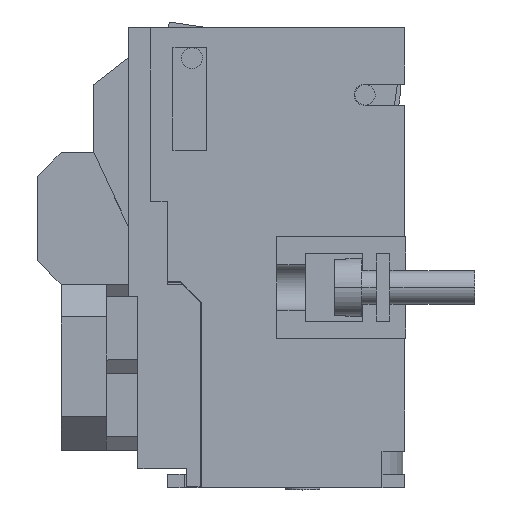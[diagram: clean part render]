
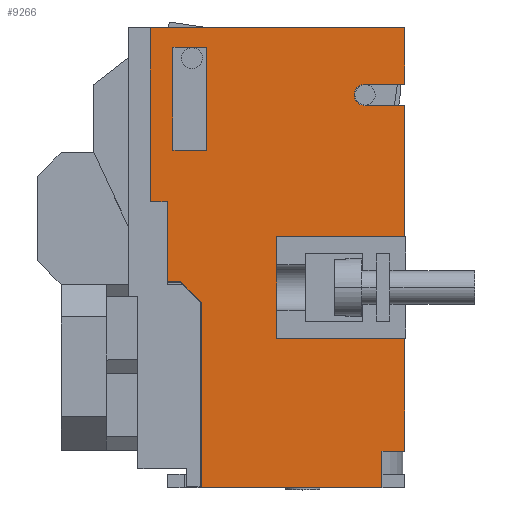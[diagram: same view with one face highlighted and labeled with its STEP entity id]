
A CAD part, top view. The second image highlights one B-rep face of the part: STEP entity #9266.
In plain terms, the highlighted planar face has unit normal (0, 0, 1).
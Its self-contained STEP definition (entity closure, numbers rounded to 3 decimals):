
#418=DIRECTION('',(1.,0.,0.));
#419=VECTOR('',#418,3.5);
#420=CARTESIAN_POINT('',(29.,35.9,25.2));
#421=LINE('',#420,#419);
#1897=DIRECTION('',(0.,-1.,0.));
#1898=VECTOR('',#1897,9.1);
#1899=CARTESIAN_POINT('',(12.,39.15,25.2));
#1900=LINE('',#1899,#1898);
#1904=DIRECTION('',(1.,0.,0.));
#1905=VECTOR('',#1904,3.);
#1906=CARTESIAN_POINT('',(12.,30.05,25.2));
#1907=LINE('',#1906,#1905);
#1911=DIRECTION('',(0.,1.,0.));
#1912=VECTOR('',#1911,9.1);
#1913=CARTESIAN_POINT('',(15.,30.05,25.2));
#1914=LINE('',#1913,#1912);
#1918=DIRECTION('',(-1.,0.,0.));
#1919=VECTOR('',#1918,3.);
#1920=CARTESIAN_POINT('',(15.,39.15,25.2));
#1921=LINE('',#1920,#1919);
#1925=DIRECTION('',(1.,0.,0.));
#1926=VECTOR('',#1925,0.2);
#1927=CARTESIAN_POINT('',(10.,40.89,25.2));
#1928=LINE('',#1927,#1926);
#1932=DIRECTION('',(0.,-1.,0.));
#1933=VECTOR('',#1932,0.01);
#1934=CARTESIAN_POINT('',(10.2,40.9,25.2));
#1935=LINE('',#1934,#1933);
#1939=DIRECTION('',(-1.,0.,0.));
#1940=VECTOR('',#1939,22.3);
#1941=CARTESIAN_POINT('',(32.5,40.9,25.2));
#1942=LINE('',#1941,#1940);
#1946=DIRECTION('',(0.,1.,0.));
#1947=VECTOR('',#1946,5.);
#1948=CARTESIAN_POINT('',(32.5,35.9,25.2));
#1949=LINE('',#1948,#1947);
#1953=CARTESIAN_POINT('',(29.,34.95,25.2));
#1954=DIRECTION('',(0.,0.,1.));
#1955=DIRECTION('',(0.,1.,0.));
#1956=AXIS2_PLACEMENT_3D('',#1953,#1954,#1955);
#1961=DIRECTION('',(-1.,0.,0.));
#1962=VECTOR('',#1961,3.5);
#1963=CARTESIAN_POINT('',(32.5,34.,25.2));
#1964=LINE('',#1963,#1962);
#1968=DIRECTION('',(0.,1.,0.));
#1969=VECTOR('',#1968,11.6);
#1970=CARTESIAN_POINT('',(32.5,22.4,25.2));
#1971=LINE('',#1970,#1969);
#1975=DIRECTION('',(-1.,0.,0.));
#1976=VECTOR('',#1975,11.3);
#1977=CARTESIAN_POINT('',(32.5,22.4,25.2));
#1978=LINE('',#1977,#1976);
#1982=DIRECTION('',(0.,1.,0.));
#1983=VECTOR('',#1982,9.);
#1984=CARTESIAN_POINT('',(21.2,13.4,25.2));
#1985=LINE('',#1984,#1983);
#1989=DIRECTION('',(-1.,0.,0.));
#1990=VECTOR('',#1989,11.3);
#1991=CARTESIAN_POINT('',(32.5,13.4,25.2));
#1992=LINE('',#1991,#1990);
#1996=DIRECTION('',(0.,1.,0.));
#1997=VECTOR('',#1996,10.);
#1998=CARTESIAN_POINT('',(32.5,3.4,25.2));
#1999=LINE('',#1998,#1997);
#2003=DIRECTION('',(-1.,0.,0.));
#2004=VECTOR('',#2003,2.);
#2005=CARTESIAN_POINT('',(32.5,3.4,25.2));
#2006=LINE('',#2005,#2004);
#2010=DIRECTION('',(0.,1.,0.));
#2011=VECTOR('',#2010,3.2);
#2012=CARTESIAN_POINT('',(30.5,0.2,25.2));
#2013=LINE('',#2012,#2011);
#2017=DIRECTION('',(1.,0.,0.));
#2018=VECTOR('',#2017,16.);
#2019=CARTESIAN_POINT('',(14.5,0.2,25.2));
#2020=LINE('',#2019,#2018);
#2024=DIRECTION('',(0.,1.,0.));
#2025=VECTOR('',#2024,16.4);
#2026=CARTESIAN_POINT('',(14.5,0.2,25.2));
#2027=LINE('',#2026,#2025);
#2031=DIRECTION('',(-0.707,0.707,0.));
#2032=VECTOR('',#2031,2.546);
#2033=CARTESIAN_POINT('',(14.5,16.6,25.2));
#2034=LINE('',#2033,#2032);
#2038=DIRECTION('',(0.,1.,0.));
#2039=VECTOR('',#2038,7.1);
#2040=CARTESIAN_POINT('',(11.5,18.4,25.2));
#2041=LINE('',#2040,#2039);
#2045=DIRECTION('',(-1.,0.,0.));
#2046=VECTOR('',#2045,1.5);
#2047=CARTESIAN_POINT('',(11.5,25.5,25.2));
#2048=LINE('',#2047,#2046);
#2052=DIRECTION('',(0.,1.,0.));
#2053=VECTOR('',#2052,15.39);
#2054=CARTESIAN_POINT('',(10.,25.5,25.2));
#2055=LINE('',#2054,#2053);
#2756=DIRECTION('',(1.,0.,0.));
#2757=VECTOR('',#2756,1.2);
#2758=CARTESIAN_POINT('',(11.5,18.4,25.2));
#2759=LINE('',#2758,#2757);
#6448=CARTESIAN_POINT('',(32.5,40.9,25.2));
#6450=VERTEX_POINT('',#6448);
#6567=CARTESIAN_POINT('',(32.5,3.4,25.2));
#6568=CARTESIAN_POINT('',(30.5,3.4,25.2));
#6569=VERTEX_POINT('',#6567);
#6570=VERTEX_POINT('',#6568);
#6599=CARTESIAN_POINT('',(30.5,0.2,25.2));
#6600=VERTEX_POINT('',#6599);
#6691=CARTESIAN_POINT('',(29.,35.9,25.2));
#6692=CARTESIAN_POINT('',(29.,34.,25.2));
#6693=VERTEX_POINT('',#6691);
#6694=VERTEX_POINT('',#6692);
#6695=CARTESIAN_POINT('',(32.5,34.,25.2));
#6696=VERTEX_POINT('',#6695);
#6699=CARTESIAN_POINT('',(32.5,35.9,25.2));
#6701=VERTEX_POINT('',#6699);
#6987=CARTESIAN_POINT('',(12.,39.15,25.2));
#6988=CARTESIAN_POINT('',(12.,30.05,25.2));
#6989=VERTEX_POINT('',#6987);
#6990=VERTEX_POINT('',#6988);
#6991=CARTESIAN_POINT('',(15.,30.05,25.2));
#6992=VERTEX_POINT('',#6991);
#6993=CARTESIAN_POINT('',(15.,39.15,25.2));
#6994=VERTEX_POINT('',#6993);
#7003=CARTESIAN_POINT('',(11.5,25.5,25.2));
#7004=CARTESIAN_POINT('',(10.,25.5,25.2));
#7005=VERTEX_POINT('',#7003);
#7006=VERTEX_POINT('',#7004);
#7019=CARTESIAN_POINT('',(14.5,0.2,25.2));
#7020=CARTESIAN_POINT('',(14.5,16.6,25.2));
#7021=VERTEX_POINT('',#7019);
#7022=VERTEX_POINT('',#7020);
#7023=CARTESIAN_POINT('',(12.7,18.4,25.2));
#7024=VERTEX_POINT('',#7023);
#7025=CARTESIAN_POINT('',(11.5,18.4,25.2));
#7026=VERTEX_POINT('',#7025);
#7191=CARTESIAN_POINT('',(21.2,13.4,25.2));
#7192=CARTESIAN_POINT('',(21.2,22.4,25.2));
#7193=VERTEX_POINT('',#7191);
#7194=VERTEX_POINT('',#7192);
#7235=CARTESIAN_POINT('',(32.5,13.4,25.2));
#7236=CARTESIAN_POINT('',(32.5,22.4,25.2));
#7237=VERTEX_POINT('',#7235);
#7238=VERTEX_POINT('',#7236);
#7551=CARTESIAN_POINT('',(10.,40.89,25.2));
#7552=CARTESIAN_POINT('',(10.2,40.89,25.2));
#7553=VERTEX_POINT('',#7551);
#7554=VERTEX_POINT('',#7552);
#7555=CARTESIAN_POINT('',(10.2,40.9,25.2));
#7556=VERTEX_POINT('',#7555);
#9213=CARTESIAN_POINT('',(0.,0.,25.2));
#9214=DIRECTION('',(0.,0.,1.));
#9215=DIRECTION('',(1.,0.,0.));
#9216=AXIS2_PLACEMENT_3D('',#9213,#9214,#9215);
#9217=PLANE('',#9216);
#9219=ORIENTED_EDGE('',*,*,#9218,.T.);
#9221=ORIENTED_EDGE('',*,*,#9220,.F.);
#9223=ORIENTED_EDGE('',*,*,#9222,.F.);
#9224=ORIENTED_EDGE('',*,*,#7725,.F.);
#9225=ORIENTED_EDGE('',*,*,#7834,.F.);
#9227=ORIENTED_EDGE('',*,*,#9226,.T.);
#9229=ORIENTED_EDGE('',*,*,#9228,.F.);
#9230=ORIENTED_EDGE('',*,*,#7785,.F.);
#9232=ORIENTED_EDGE('',*,*,#9231,.T.);
#9234=ORIENTED_EDGE('',*,*,#9233,.F.);
#9236=ORIENTED_EDGE('',*,*,#9235,.F.);
#9237=ORIENTED_EDGE('',*,*,#7805,.F.);
#9239=ORIENTED_EDGE('',*,*,#9238,.T.);
#9240=ORIENTED_EDGE('',*,*,#9202,.F.);
#9241=ORIENTED_EDGE('',*,*,#7665,.F.);
#9243=ORIENTED_EDGE('',*,*,#9242,.T.);
#9245=ORIENTED_EDGE('',*,*,#9244,.T.);
#9247=ORIENTED_EDGE('',*,*,#9246,.F.);
#9249=ORIENTED_EDGE('',*,*,#9248,.T.);
#9251=ORIENTED_EDGE('',*,*,#9250,.T.);
#9253=ORIENTED_EDGE('',*,*,#9252,.T.);
#9254=EDGE_LOOP('',(#9219,#9221,#9223,#9224,#9225,#9227,#9229,#9230,#9232,#9234,
#9236,#9237,#9239,#9240,#9241,#9243,#9245,#9247,#9249,#9251,#9253));
#9255=FACE_OUTER_BOUND('',#9254,.F.);
#9257=ORIENTED_EDGE('',*,*,#9256,.T.);
#9259=ORIENTED_EDGE('',*,*,#9258,.T.);
#9261=ORIENTED_EDGE('',*,*,#9260,.T.);
#9263=ORIENTED_EDGE('',*,*,#9262,.T.);
#9264=EDGE_LOOP('',(#9257,#9259,#9261,#9263));
#9265=FACE_BOUND('',#9264,.F.);
#1957=CIRCLE('',#1956,0.95);
#7665=EDGE_CURVE('',#7021,#6600,#2020,.T.);
#7725=EDGE_CURVE('',#6701,#6450,#1949,.T.);
#7785=EDGE_CURVE('',#7238,#6696,#1971,.T.);
#7805=EDGE_CURVE('',#6569,#7237,#1999,.T.);
#7834=EDGE_CURVE('',#6693,#6701,#421,.T.);
#9202=EDGE_CURVE('',#6600,#6570,#2013,.T.);
#9218=EDGE_CURVE('',#7553,#7554,#1928,.T.);
#9220=EDGE_CURVE('',#7556,#7554,#1935,.T.);
#9222=EDGE_CURVE('',#6450,#7556,#1942,.T.);
#9226=EDGE_CURVE('',#6693,#6694,#1957,.T.);
#9228=EDGE_CURVE('',#6696,#6694,#1964,.T.);
#9231=EDGE_CURVE('',#7238,#7194,#1978,.T.);
#9233=EDGE_CURVE('',#7193,#7194,#1985,.T.);
#9235=EDGE_CURVE('',#7237,#7193,#1992,.T.);
#9238=EDGE_CURVE('',#6569,#6570,#2006,.T.);
#9242=EDGE_CURVE('',#7021,#7022,#2027,.T.);
#9244=EDGE_CURVE('',#7022,#7024,#2034,.T.);
#9246=EDGE_CURVE('',#7026,#7024,#2759,.T.);
#9248=EDGE_CURVE('',#7026,#7005,#2041,.T.);
#9250=EDGE_CURVE('',#7005,#7006,#2048,.T.);
#9252=EDGE_CURVE('',#7006,#7553,#2055,.T.);
#9256=EDGE_CURVE('',#6989,#6990,#1900,.T.);
#9258=EDGE_CURVE('',#6990,#6992,#1907,.T.);
#9260=EDGE_CURVE('',#6992,#6994,#1914,.T.);
#9262=EDGE_CURVE('',#6994,#6989,#1921,.T.);
#9266=ADVANCED_FACE('',(#9255,#9265),#9217,.T.);
